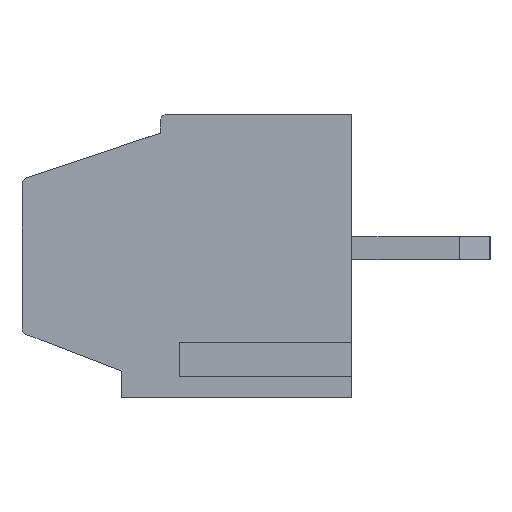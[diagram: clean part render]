
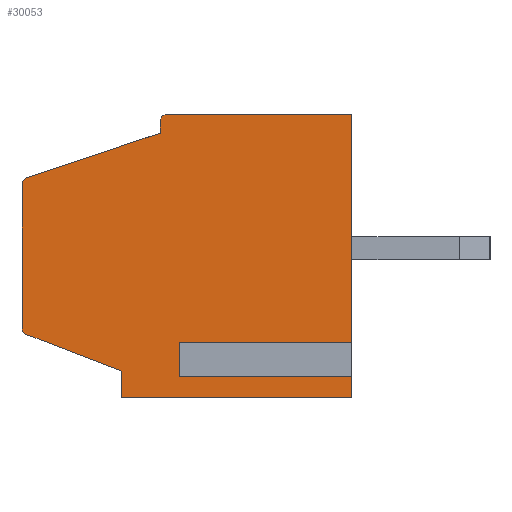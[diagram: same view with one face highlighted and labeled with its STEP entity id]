
A CAD part, left-side view. The second image highlights one B-rep face of the part: STEP entity #30053.
In plain terms, the highlighted planar face has unit normal (-1, 0, 0).
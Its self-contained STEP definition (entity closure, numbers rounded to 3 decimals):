
#127 = ORIENTED_EDGE ( 'NONE', *, *, #27741, .T. ) ;
#216 = EDGE_CURVE ( 'NONE', #25855, #25273, #8736, .T. ) ;
#461 = VERTEX_POINT ( 'NONE', #8173 ) ;
#1349 = CARTESIAN_POINT ( 'NONE',  ( 0., 8.463, 5.746 ) ) ;
#1722 = VERTEX_POINT ( 'NONE', #29534 ) ;
#1729 = VERTEX_POINT ( 'NONE', #9032 ) ;
#1868 = CARTESIAN_POINT ( 'NONE',  ( 0., 5., 7.2 ) ) ;
#2064 = LINE ( 'NONE', #20929, #14802 ) ;
#2276 = AXIS2_PLACEMENT_3D ( 'NONE', #34095, #24103, #30595 ) ;
#2481 = VECTOR ( 'NONE', #19184, 1000. ) ;
#2863 = CARTESIAN_POINT ( 'NONE',  ( 0., 6., 0.7 ) ) ;
#3018 = LINE ( 'NONE', #30857, #4632 ) ;
#3117 = ORIENTED_EDGE ( 'NONE', *, *, #216, .F. ) ;
#3526 = CARTESIAN_POINT ( 'NONE',  ( 0., 0., 7.4 ) ) ;
#3690 = DIRECTION ( 'NONE',  ( 0., 0., 1. ) ) ;
#3759 = CARTESIAN_POINT ( 'NONE',  ( 0., 5., 6.9 ) ) ;
#3886 = CARTESIAN_POINT ( 'NONE',  ( 0., 0., 0. ) ) ;
#4632 = VECTOR ( 'NONE', #40466, 1000. ) ;
#5902 = CARTESIAN_POINT ( 'NONE',  ( 0., 4.5, 1.268 ) ) ;
#6036 = VERTEX_POINT ( 'NONE', #30589 ) ;
#6217 = EDGE_CURVE ( 'NONE', #31564, #10782, #22618, .T. ) ;
#6563 = CARTESIAN_POINT ( 'NONE',  ( 0., 8.6, 7.4 ) ) ;
#6859 = ORIENTED_EDGE ( 'NONE', *, *, #34552, .F. ) ;
#6992 = CARTESIAN_POINT ( 'NONE',  ( 0., 4.8, 7.2 ) ) ;
#7738 = CARTESIAN_POINT ( 'NONE',  ( 0., 5.53, 0.732 ) ) ;
#7863 = EDGE_CURVE ( 'NONE', #19932, #25273, #36785, .T. ) ;
#8173 = CARTESIAN_POINT ( 'NONE',  ( 0., 8.6, 1.837 ) ) ;
#8466 = VERTEX_POINT ( 'NONE', #27179 ) ;
#8695 = ORIENTED_EDGE ( 'NONE', *, *, #35301, .F. ) ;
#8736 = LINE ( 'NONE', #23722, #39806 ) ;
#9032 = CARTESIAN_POINT ( 'NONE',  ( 0., 6., 0. ) ) ;
#9902 = CARTESIAN_POINT ( 'NONE',  ( 0., 4.5, 0.732 ) ) ;
#10371 = CARTESIAN_POINT ( 'NONE',  ( 0., 8.6, 0. ) ) ;
#10782 = VERTEX_POINT ( 'NONE', #40079 ) ;
#10894 = DIRECTION ( 'NONE',  ( -1., 0., 0. ) ) ;
#11026 = DIRECTION ( 'NONE',  ( 0., -1., 0. ) ) ;
#11476 = EDGE_CURVE ( 'NONE', #16428, #8466, #22992, .T. ) ;
#11898 = PLANE ( 'NONE',  #33824 ) ;
#12383 = CARTESIAN_POINT ( 'NONE',  ( 0., 8.4, 5.556 ) ) ;
#12662 = AXIS2_PLACEMENT_3D ( 'NONE', #6992, #10894, #29339 ) ;
#12716 = DIRECTION ( 'NONE',  ( 1., 0., 0. ) ) ;
#12754 = EDGE_CURVE ( 'NONE', #35535, #6036, #27174, .T. ) ;
#13080 = DIRECTION ( 'NONE',  ( 0., -1., 0. ) ) ;
#13378 = CARTESIAN_POINT ( 'NONE',  ( 0., 0., 0.732 ) ) ;
#14017 = VECTOR ( 'NONE', #29128, 1000. ) ;
#14102 = CIRCLE ( 'NONE', #2276, 0.2 ) ;
#14749 = AXIS2_PLACEMENT_3D ( 'NONE', #12383, #34448, #18496 ) ;
#14802 = VECTOR ( 'NONE', #33397, 1000. ) ;
#15186 = VECTOR ( 'NONE', #3690, 1000. ) ;
#15392 = DIRECTION ( 'NONE',  ( 0., 0., 1. ) ) ;
#16047 = EDGE_CURVE ( 'NONE', #31564, #16428, #27089, .T. ) ;
#16138 = VECTOR ( 'NONE', #36444, 1000. ) ;
#16428 = VERTEX_POINT ( 'NONE', #26669 ) ;
#16566 = CARTESIAN_POINT ( 'NONE',  ( 0., 4.8, 7.4 ) ) ;
#16873 = ORIENTED_EDGE ( 'NONE', *, *, #27826, .T. ) ;
#17163 = CARTESIAN_POINT ( 'NONE',  ( 0., 6., 0.7 ) ) ;
#17406 = ORIENTED_EDGE ( 'NONE', *, *, #7863, .T. ) ;
#18039 = EDGE_CURVE ( 'NONE', #1729, #36271, #36653, .T. ) ;
#18439 = ORIENTED_EDGE ( 'NONE', *, *, #23821, .F. ) ;
#18496 = DIRECTION ( 'NONE',  ( 0., 0., -1. ) ) ;
#19184 = DIRECTION ( 'NONE',  ( 0., -0.949, 0.316 ) ) ;
#19932 = VERTEX_POINT ( 'NONE', #16566 ) ;
#20929 = CARTESIAN_POINT ( 'NONE',  ( 0., 8.6, 1.7 ) ) ;
#22226 = EDGE_CURVE ( 'NONE', #35535, #25855, #22863, .T. ) ;
#22415 = DIRECTION ( 'NONE',  ( 0., 0., -1. ) ) ;
#22618 = LINE ( 'NONE', #9902, #27032 ) ;
#22863 = LINE ( 'NONE', #31633, #2481 ) ;
#22941 = ORIENTED_EDGE ( 'NONE', *, *, #11476, .T. ) ;
#22992 = LINE ( 'NONE', #3526, #14017 ) ;
#23230 = VECTOR ( 'NONE', #28580, 1000. ) ;
#23237 = VECTOR ( 'NONE', #13080, 1000. ) ;
#23722 = CARTESIAN_POINT ( 'NONE',  ( 0., 5., 6.9 ) ) ;
#23747 = EDGE_LOOP ( 'NONE', ( #6859, #17406, #3117, #35081, #36062, #8695, #16873, #26223, #31566, #127, #30361, #18439, #24214, #26091, #22941 ) ) ;
#23821 = EDGE_CURVE ( 'NONE', #10782, #32171, #27027, .T. ) ;
#24103 = DIRECTION ( 'NONE',  ( -1., 0., 0. ) ) ;
#24214 = ORIENTED_EDGE ( 'NONE', *, *, #6217, .F. ) ;
#25273 = VERTEX_POINT ( 'NONE', #1868 ) ;
#25855 = VERTEX_POINT ( 'NONE', #3759 ) ;
#26091 = ORIENTED_EDGE ( 'NONE', *, *, #16047, .T. ) ;
#26223 = ORIENTED_EDGE ( 'NONE', *, *, #28504, .F. ) ;
#26669 = CARTESIAN_POINT ( 'NONE',  ( 0., 0., 1.268 ) ) ;
#27027 = LINE ( 'NONE', #7738, #29415 ) ;
#27032 = VECTOR ( 'NONE', #22415, 1000. ) ;
#27089 = LINE ( 'NONE', #39508, #16138 ) ;
#27174 = CIRCLE ( 'NONE', #14749, 0.2 ) ;
#27179 = CARTESIAN_POINT ( 'NONE',  ( 0., 0., 7.4 ) ) ;
#27741 = EDGE_CURVE ( 'NONE', #1729, #36002, #29019, .T. ) ;
#27826 = EDGE_CURVE ( 'NONE', #461, #1722, #14102, .T. ) ;
#28065 = FACE_OUTER_BOUND ( 'NONE', #23747, .T. ) ;
#28504 = EDGE_CURVE ( 'NONE', #36271, #1722, #2064, .T. ) ;
#28580 = DIRECTION ( 'NONE',  ( 0., 0., 1. ) ) ;
#29019 = LINE ( 'NONE', #10371, #23237 ) ;
#29128 = DIRECTION ( 'NONE',  ( 0., 0., 1. ) ) ;
#29339 = DIRECTION ( 'NONE',  ( 0., 0., -1. ) ) ;
#29415 = VECTOR ( 'NONE', #11026, 1000. ) ;
#29534 = CARTESIAN_POINT ( 'NONE',  ( 0., 8.472, 1.651 ) ) ;
#30053 = ADVANCED_FACE ( 'NONE', ( #28065 ), #11898, .F. ) ;
#30361 = ORIENTED_EDGE ( 'NONE', *, *, #40444, .T. ) ;
#30589 = CARTESIAN_POINT ( 'NONE',  ( 0., 8.6, 5.556 ) ) ;
#30595 = DIRECTION ( 'NONE',  ( 0., 0., -1. ) ) ;
#30857 = CARTESIAN_POINT ( 'NONE',  ( 0., 8.6, 7.4 ) ) ;
#31564 = VERTEX_POINT ( 'NONE', #5902 ) ;
#31566 = ORIENTED_EDGE ( 'NONE', *, *, #18039, .F. ) ;
#31633 = CARTESIAN_POINT ( 'NONE',  ( 0., 8.6, 5.7 ) ) ;
#31738 = LINE ( 'NONE', #6563, #15186 ) ;
#31829 = LINE ( 'NONE', #34715, #23230 ) ;
#32171 = VERTEX_POINT ( 'NONE', #13378 ) ;
#32644 = VECTOR ( 'NONE', #15392, 1000. ) ;
#33397 = DIRECTION ( 'NONE',  ( 0., 0.933, 0.359 ) ) ;
#33824 = AXIS2_PLACEMENT_3D ( 'NONE', #33989, #12716, #34387 ) ;
#33989 = CARTESIAN_POINT ( 'NONE',  ( 0., 8.6, 7.4 ) ) ;
#34095 = CARTESIAN_POINT ( 'NONE',  ( 0., 8.4, 1.837 ) ) ;
#34387 = DIRECTION ( 'NONE',  ( 0., 0., -1. ) ) ;
#34448 = DIRECTION ( 'NONE',  ( -1., 0., 0. ) ) ;
#34552 = EDGE_CURVE ( 'NONE', #19932, #8466, #3018, .T. ) ;
#34715 = CARTESIAN_POINT ( 'NONE',  ( 0., 0., 7.4 ) ) ;
#35081 = ORIENTED_EDGE ( 'NONE', *, *, #22226, .F. ) ;
#35301 = EDGE_CURVE ( 'NONE', #461, #6036, #31738, .T. ) ;
#35535 = VERTEX_POINT ( 'NONE', #1349 ) ;
#36002 = VERTEX_POINT ( 'NONE', #3886 ) ;
#36062 = ORIENTED_EDGE ( 'NONE', *, *, #12754, .T. ) ;
#36271 = VERTEX_POINT ( 'NONE', #17163 ) ;
#36444 = DIRECTION ( 'NONE',  ( 0., -1., 0. ) ) ;
#36653 = LINE ( 'NONE', #2863, #32644 ) ;
#36785 = CIRCLE ( 'NONE', #12662, 0.2 ) ;
#36959 = DIRECTION ( 'NONE',  ( 0., 0., 1. ) ) ;
#39508 = CARTESIAN_POINT ( 'NONE',  ( 0., 5.53, 1.268 ) ) ;
#39806 = VECTOR ( 'NONE', #36959, 1000. ) ;
#40079 = CARTESIAN_POINT ( 'NONE',  ( 0., 4.5, 0.732 ) ) ;
#40444 = EDGE_CURVE ( 'NONE', #36002, #32171, #31829, .T. ) ;
#40466 = DIRECTION ( 'NONE',  ( 0., -1., 0. ) ) ;
